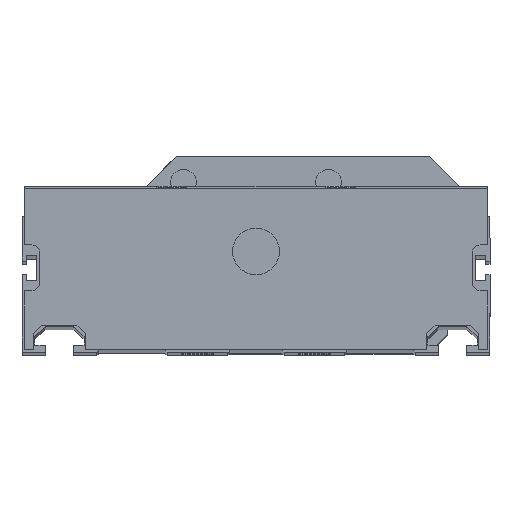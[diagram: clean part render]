
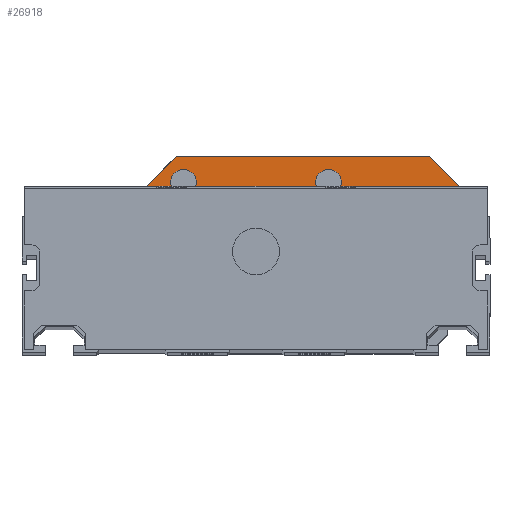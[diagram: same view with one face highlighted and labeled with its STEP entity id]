
A CAD part, top view. The second image highlights one B-rep face of the part: STEP entity #26918.
In plain terms, the highlighted planar face has unit normal (0, 0, 1).
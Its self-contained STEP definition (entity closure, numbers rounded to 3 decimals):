
#978 = LINE ( 'NONE', #10076, #5698 ) ;
#1564 = VECTOR ( 'NONE', #12800, 1000. ) ;
#1656 = EDGE_CURVE ( 'NONE', #2807, #20892, #21733, .T. ) ;
#2807 = VERTEX_POINT ( 'NONE', #5690 ) ;
#3992 = CARTESIAN_POINT ( 'NONE',  ( -49.5, 13.5, 0. ) ) ;
#4268 = VERTEX_POINT ( 'NONE', #20447 ) ;
#4413 = VERTEX_POINT ( 'NONE', #23418 ) ;
#4766 = DIRECTION ( 'NONE',  ( 0., 0., -1. ) ) ;
#5005 = DIRECTION ( 'NONE',  ( 0.707, 0.707, 0. ) ) ;
#5323 = CARTESIAN_POINT ( 'NONE',  ( 37.13, 21., 0. ) ) ;
#5366 = VECTOR ( 'NONE', #21340, 1000. ) ;
#5510 = CARTESIAN_POINT ( 'NONE',  ( 18.062, 13.5, 0. ) ) ;
#5563 = AXIS2_PLACEMENT_3D ( 'NONE', #27518, #4766, #27368 ) ;
#5690 = CARTESIAN_POINT ( 'NONE',  ( -17., 21., 0. ) ) ;
#5698 = VECTOR ( 'NONE', #19165, 1000. ) ;
#5766 = CARTESIAN_POINT ( 'NONE',  ( 18.062, 13.5, 0. ) ) ;
#6929 = EDGE_CURVE ( 'NONE', #25896, #2807, #20628, .T. ) ;
#7491 = VERTEX_POINT ( 'NONE', #5510 ) ;
#8283 = LINE ( 'NONE', #5766, #21618 ) ;
#8740 = VECTOR ( 'NONE', #22280, 1000. ) ;
#8997 = ORIENTED_EDGE ( 'NONE', *, *, #11263, .F. ) ;
#10076 = CARTESIAN_POINT ( 'NONE',  ( -12.938, 13.5, 0. ) ) ;
#10359 = EDGE_CURVE ( 'NONE', #20892, #22341, #12679, .T. ) ;
#11125 = EDGE_LOOP ( 'NONE', ( #8997, #26554, #27003, #14388, #21710, #19486, #24621, #22536 ) ) ;
#11217 = EDGE_CURVE ( 'NONE', #7491, #4268, #15861, .T. ) ;
#11263 = EDGE_CURVE ( 'NONE', #13174, #25896, #15596, .T. ) ;
#11602 = AXIS2_PLACEMENT_3D ( 'NONE', #28532, #26449, #24521 ) ;
#12679 = LINE ( 'NONE', #16735, #5366 ) ;
#12800 = DIRECTION ( 'NONE',  ( 1., 0., 0. ) ) ;
#13174 = VERTEX_POINT ( 'NONE', #14875 ) ;
#13305 = PLANE ( 'NONE',  #18772 ) ;
#13930 = CARTESIAN_POINT ( 'NONE',  ( -17., 21., 0. ) ) ;
#14388 = ORIENTED_EDGE ( 'NONE', *, *, #11217, .F. ) ;
#14755 = CARTESIAN_POINT ( 'NONE',  ( 37.13, 21., 0. ) ) ;
#14875 = CARTESIAN_POINT ( 'NONE',  ( -18.062, 13.5, 0. ) ) ;
#15017 = CARTESIAN_POINT ( 'NONE',  ( -24.5, 13.5, 0. ) ) ;
#15281 = DIRECTION ( 'NONE',  ( -1., 0., 0. ) ) ;
#15596 = LINE ( 'NONE', #3992, #8740 ) ;
#15861 = CIRCLE ( 'NONE', #11602, 3.25 ) ;
#16672 = VECTOR ( 'NONE', #5005, 1000. ) ;
#16735 = CARTESIAN_POINT ( 'NONE',  ( 37.13, 21., 0. ) ) ;
#17922 = DIRECTION ( 'NONE',  ( 0., 0., 1. ) ) ;
#18772 = AXIS2_PLACEMENT_3D ( 'NONE', #27132, #17922, #26981 ) ;
#19165 = DIRECTION ( 'NONE',  ( -1., 0., 0. ) ) ;
#19486 = ORIENTED_EDGE ( 'NONE', *, *, #10359, .F. ) ;
#19995 = FACE_OUTER_BOUND ( 'NONE', #11125, .T. ) ;
#20447 = CARTESIAN_POINT ( 'NONE',  ( 12.938, 13.5, 0. ) ) ;
#20628 = LINE ( 'NONE', #13930, #16672 ) ;
#20892 = VERTEX_POINT ( 'NONE', #5323 ) ;
#20944 = EDGE_CURVE ( 'NONE', #4268, #4413, #978, .T. ) ;
#21340 = DIRECTION ( 'NONE',  ( 0.707, -0.707, 0. ) ) ;
#21618 = VECTOR ( 'NONE', #15281, 1000. ) ;
#21710 = ORIENTED_EDGE ( 'NONE', *, *, #27597, .F. ) ;
#21733 = LINE ( 'NONE', #14755, #1564 ) ;
#22280 = DIRECTION ( 'NONE',  ( -1., 0., 0. ) ) ;
#22341 = VERTEX_POINT ( 'NONE', #28722 ) ;
#22536 = ORIENTED_EDGE ( 'NONE', *, *, #6929, .F. ) ;
#23418 = CARTESIAN_POINT ( 'NONE',  ( -12.938, 13.5, 0. ) ) ;
#24521 = DIRECTION ( 'NONE',  ( 1., 0., 0. ) ) ;
#24621 = ORIENTED_EDGE ( 'NONE', *, *, #1656, .F. ) ;
#25521 = CIRCLE ( 'NONE', #5563, 3.25 ) ;
#25896 = VERTEX_POINT ( 'NONE', #15017 ) ;
#26449 = DIRECTION ( 'NONE',  ( 0., 0., -1. ) ) ;
#26554 = ORIENTED_EDGE ( 'NONE', *, *, #29142, .F. ) ;
#26918 = ADVANCED_FACE ( 'NONE', ( #19995 ), #13305, .T. ) ;
#26981 = DIRECTION ( 'NONE',  ( 1., 0., 0. ) ) ;
#27003 = ORIENTED_EDGE ( 'NONE', *, *, #20944, .F. ) ;
#27132 = CARTESIAN_POINT ( 'NONE',  ( -47.9, -0.25, 0. ) ) ;
#27368 = DIRECTION ( 'NONE',  ( 1., 0., 0. ) ) ;
#27518 = CARTESIAN_POINT ( 'NONE',  ( -15.5, 15.5, 0. ) ) ;
#27597 = EDGE_CURVE ( 'NONE', #22341, #7491, #8283, .T. ) ;
#28532 = CARTESIAN_POINT ( 'NONE',  ( 15.5, 15.5, 0. ) ) ;
#28722 = CARTESIAN_POINT ( 'NONE',  ( 44.63, 13.5, 0. ) ) ;
#29142 = EDGE_CURVE ( 'NONE', #4413, #13174, #25521, .T. ) ;
